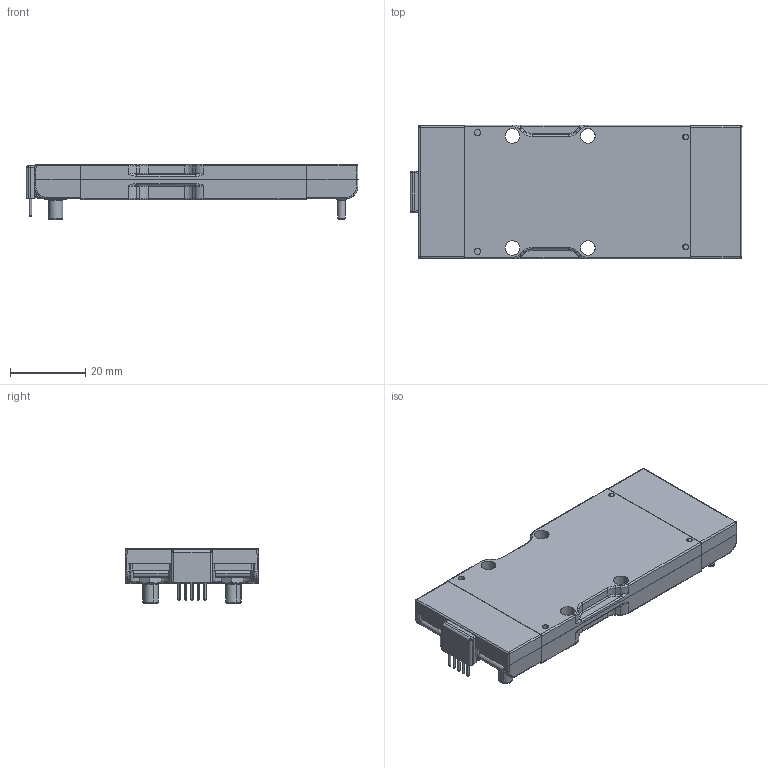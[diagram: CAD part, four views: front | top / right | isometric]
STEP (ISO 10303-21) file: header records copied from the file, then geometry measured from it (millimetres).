
FILE_DESCRIPTION (( 'STEP AP214' ), '1' );
FILE_NAME ('VIA_3414_longpin.STEP', '2020-12-08T15:32:32', ( '' ), ( '' ), 'SwSTEP 2.0', 'SolidWorks 2017', '' );
FILE_SCHEMA (( 'AUTOMOTIVE_DESIGN' ));
Length unit declared in the file: millimetre
Products named in the file (1): VIA_3414_longpin
Bounding box: 88.13 x 35.54 x 14.61 mm (x, y, z)
Volume: 26390.2 mm3; surface area: 20312.1 mm2
Topology: 33 solids, 38 shells, 1464 faces, 3806 edges, 2466 vertices
Faces by surface type: cylinder 581, plane 566, cone 144, bspline 142, torus 31
Entity records: 83507 total; most frequent: CARTESIAN_POINT 32466, ORIENTED_EDGE 7612, DIRECTION 6864, EDGE_CURVE 3806, VERTEX_POINT 2466, AXIS2_PLACEMENT_3D 2449, VECTOR 1966, LINE 1966
